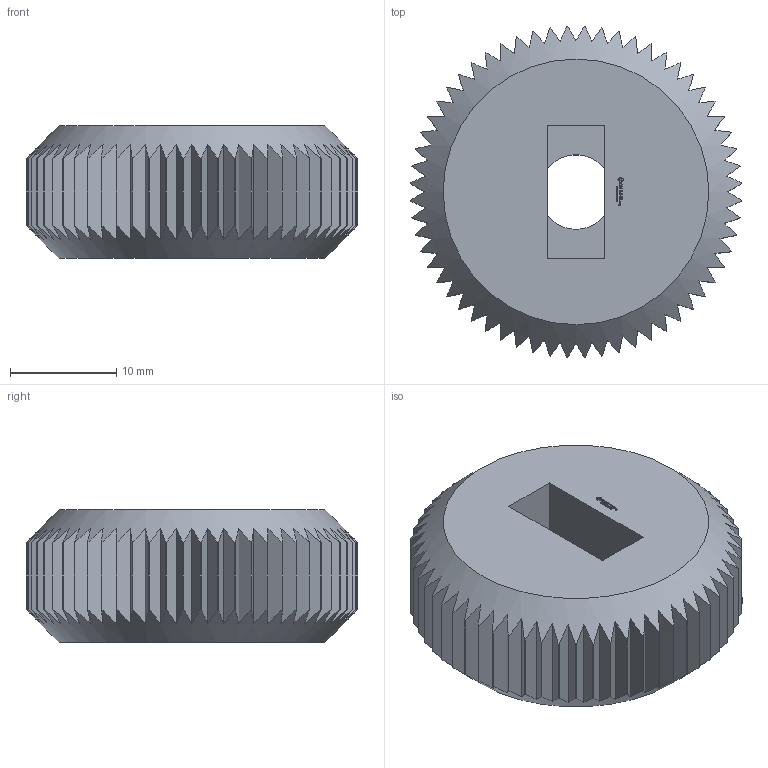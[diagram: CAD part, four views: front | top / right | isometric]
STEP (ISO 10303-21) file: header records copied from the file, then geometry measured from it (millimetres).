
FILE_DESCRIPTION(('FreeCAD Model'),'2;1');
FILE_NAME('Open CASCADE Shape Model','2024-01-03T18:16:53',(''),(''), 'Open CASCADE STEP processor 7.6','FreeCAD','Unknown');
FILE_SCHEMA(('AUTOMOTIVE_DESIGN { 1 0 10303 214 1 1 1 1 }'));
Length unit declared in the file: millimetre
Products named in the file (1): Knob KNR BVD SCR ISR BU01.00x02.50 - SPN-KNB-0005 (stemfie.org)
Bounding box: 31.21 x 31.21 x 12.5 mm (x, y, z)
Volume: 7488.7 mm3; surface area: 3371.1 mm2
Topology: 1 solids, 1 shells, 677 faces, 1920 edges, 1278 vertices
Faces by surface type: plane 439, extrusion 172, cylinder 62, cone 4
Entity records: 47926 total; most frequent: CARTESIAN_POINT 10668, DIRECTION 6382, VECTOR 4378, LINE 4206, ORIENTED_EDGE 3840, PCURVE 3840, DEFINITIONAL_REPRESENTATION 3840, EDGE_CURVE 1920
